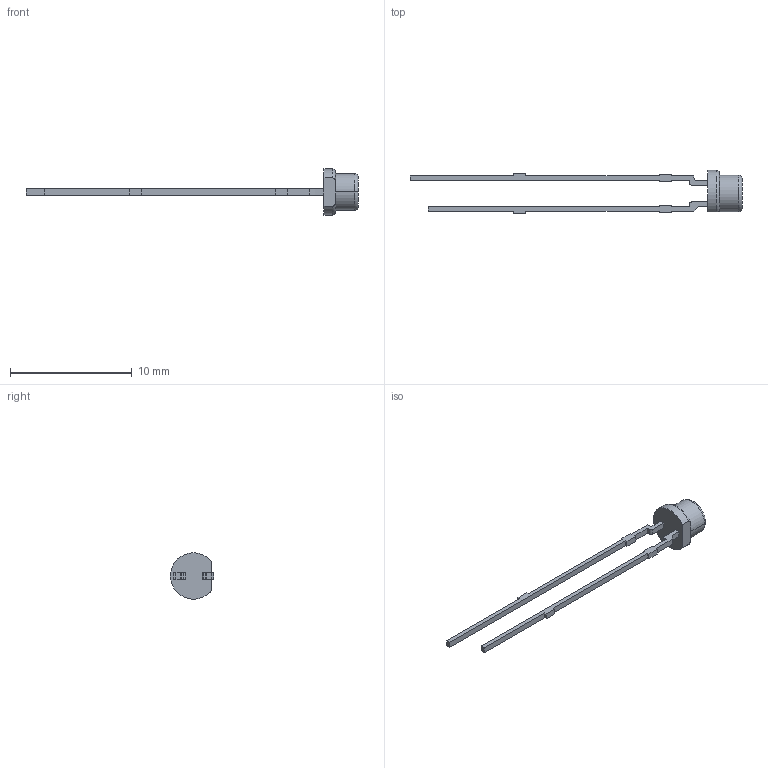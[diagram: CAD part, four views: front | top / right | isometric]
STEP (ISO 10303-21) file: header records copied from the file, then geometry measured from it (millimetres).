
FILE_DESCRIPTION (( 'STEP AP214' ), '1' );
FILE_NAME ('SFH 3310.STEP', '2019-07-27T06:28:18', ( '' ), ( '' ), 'SwSTEP 2.0', 'SolidWorks 2017', '' );
FILE_SCHEMA (( 'AUTOMOTIVE_DESIGN' ));
Length unit declared in the file: millimetre
Products named in the file (1): SFH 3310
Bounding box: 27.3 x 3.54 x 3.79 mm (x, y, z)
Volume: 31.9 mm3; surface area: 141.9 mm2
Topology: 4 solids, 5 shells, 71 faces, 178 edges, 117 vertices
Faces by surface type: plane 60, cylinder 7, torus 4
Entity records: 2162 total; most frequent: CARTESIAN_POINT 381, ORIENTED_EDGE 356, DIRECTION 341, EDGE_CURVE 178, VECTOR 155, LINE 155, VERTEX_POINT 117, AXIS2_PLACEMENT_3D 93
